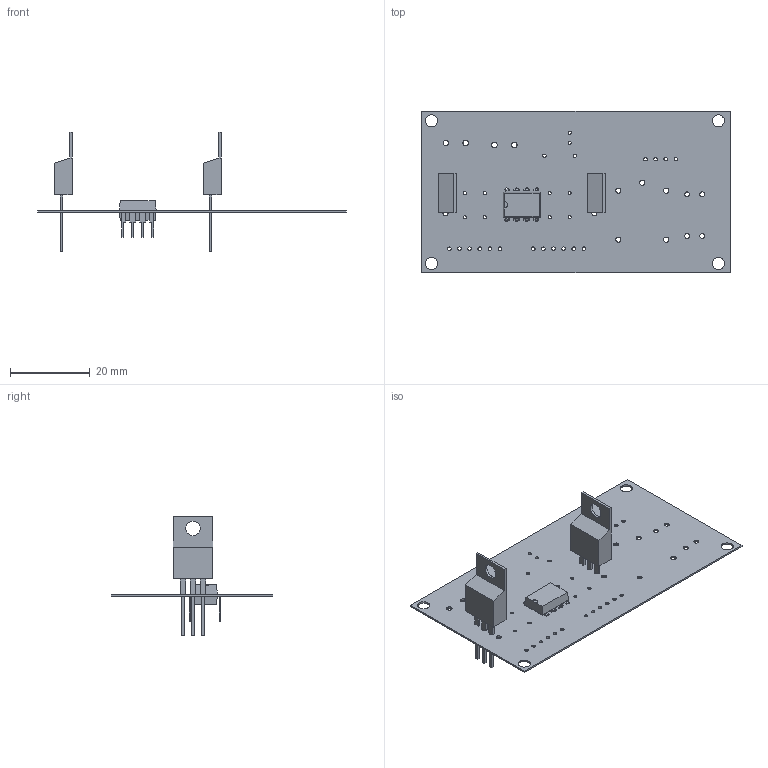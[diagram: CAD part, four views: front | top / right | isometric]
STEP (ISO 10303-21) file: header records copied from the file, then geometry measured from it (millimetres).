
FILE_DESCRIPTION(('Open CASCADE Model'),'2;1');
FILE_NAME('Open CASCADE Shape Model','2023-07-28T07:47:48',('Author'),( 'Open CASCADE'),'Open CASCADE STEP processor 6.8','Open CASCADE 6.8' ,'Unknown');
FILE_SCHEMA(('AUTOMOTIVE_DESIGN { 1 0 10303 214 1 1 1 1 }'));
Length unit declared in the file: millimetre
Products named in the file (8): PCB; Board; Open CASCADE STEP translator 6.8 1.1.1; U3; 6320340160; U2; U1; 6320339920
Assembly tree (8 placements, depth 3):
  PCB
    Board
      Open CASCADE STEP translator 6.8 1.1.1
    U3
      6320340160
    U2
      6320340160
    U1
      6320339920
Bounding box: 77.34 x 40.51 x 30.02 mm (x, y, z)
Volume: 2421.7 mm3; surface area: 8067.2 mm2
Topology: 20 solids, 20 shells, 294 faces, 750 edges, 496 vertices
Faces by surface type: plane 213, cylinder 81
Full cylindrical faces by diameter (mm): 0.8 x10, 0.813 x8, 0.85 x2, 0.9 x16, 1.2 x4, 1.27 x6, 1.3 x5, 1.4 x4, 3.048 x4
Entity records: 7771 total; most frequent: CARTESIAN_POINT 1285, DIRECTION 1274, ORIENTED_EDGE 1240, EDGE_CURVE 620, LINE 460, VECTOR 460, VERTEX_POINT 410, AXIS2_PLACEMENT_3D 407
